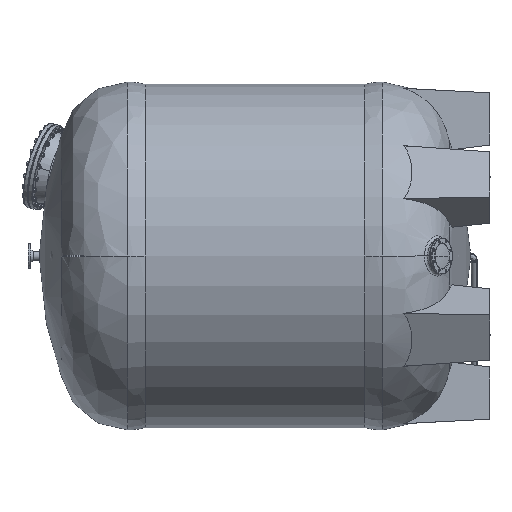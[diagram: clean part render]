
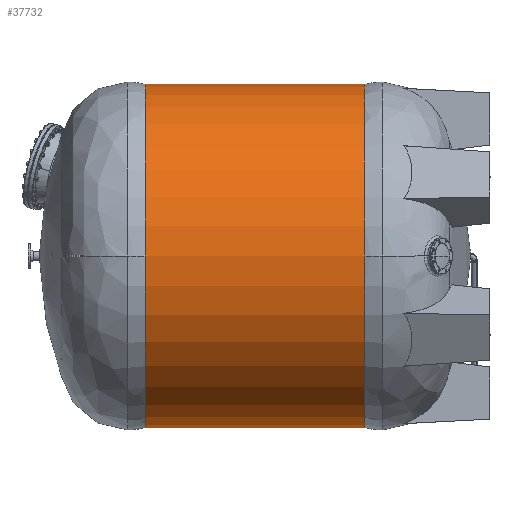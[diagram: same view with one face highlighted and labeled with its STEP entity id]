
A CAD part, left-side view. The second image highlights one B-rep face of the part: STEP entity #37732.
In plain terms, the highlighted cylindrical face has radius 1315 mm (diameter 2630 mm), a partial arc.
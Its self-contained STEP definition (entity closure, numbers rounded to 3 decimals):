
#939 = CARTESIAN_POINT ( 'NONE',  ( 0., 0., -1315. ) ) ;
#3640 = CARTESIAN_POINT ( 'NONE',  ( -1315., 2468.232, 0. ) ) ;
#3677 = VERTEX_POINT ( 'NONE', #3640 ) ;
#6205 = EDGE_CURVE ( 'NONE', #34981, #35551, #23083, .T. ) ;
#7322 = VERTEX_POINT ( 'NONE', #21030 ) ;
#7929 = DIRECTION ( 'NONE',  ( 0., 0., 1. ) ) ;
#8230 = DIRECTION ( 'NONE',  ( 0., 0., 1. ) ) ;
#8310 = DIRECTION ( 'NONE',  ( 0., 0., 1. ) ) ;
#8360 = DIRECTION ( 'NONE',  ( 0., 0., 1. ) ) ;
#9137 = ORIENTED_EDGE ( 'NONE', *, *, #6205, .F. ) ;
#9756 = VERTEX_POINT ( 'NONE', #10399 ) ;
#10399 = CARTESIAN_POINT ( 'NONE',  ( 0., 2468.232, 1315. ) ) ;
#10929 = EDGE_CURVE ( 'NONE', #3677, #35551, #46965, .T. ) ;
#11087 = CARTESIAN_POINT ( 'NONE',  ( 0., 0., 0. ) ) ;
#11381 = ORIENTED_EDGE ( 'NONE', *, *, #21311, .T. ) ;
#12538 = ORIENTED_EDGE ( 'NONE', *, *, #52504, .T. ) ;
#13735 = VERTEX_POINT ( 'NONE', #34320 ) ;
#17390 = DIRECTION ( 'NONE',  ( 0., 1., 0. ) ) ;
#18065 = ORIENTED_EDGE ( 'NONE', *, *, #10929, .T. ) ;
#18463 = DIRECTION ( 'NONE',  ( 0., 1., 0. ) ) ;
#18543 = AXIS2_PLACEMENT_3D ( 'NONE', #28580, #45307, #46126 ) ;
#18810 = CIRCLE ( 'NONE', #39892, 1315. ) ;
#20113 = EDGE_CURVE ( 'NONE', #9756, #3677, #18810, .T. ) ;
#21030 = CARTESIAN_POINT ( 'NONE',  ( 0., 783.768, 1315. ) ) ;
#21311 = EDGE_CURVE ( 'NONE', #34981, #13735, #27962, .T. ) ;
#21826 = CARTESIAN_POINT ( 'NONE',  ( 0., 783.768, 0. ) ) ;
#23083 = LINE ( 'NONE', #939, #37316 ) ;
#23643 = CARTESIAN_POINT ( 'NONE',  ( 0., 2468.232, -1315. ) ) ;
#25702 = CARTESIAN_POINT ( 'NONE',  ( 0., 2468.232, 0. ) ) ;
#27962 = CIRCLE ( 'NONE', #49111, 1315. ) ;
#28580 = CARTESIAN_POINT ( 'NONE',  ( 0., 2468.232, 0. ) ) ;
#31360 = CARTESIAN_POINT ( 'NONE',  ( 0., 0., 1315. ) ) ;
#31361 = ORIENTED_EDGE ( 'NONE', *, *, #32385, .T. ) ;
#32158 = ORIENTED_EDGE ( 'NONE', *, *, #20113, .T. ) ;
#32261 = EDGE_LOOP ( 'NONE', ( #9137, #11381, #31361, #12538, #32158, #18065 ) ) ;
#32385 = EDGE_CURVE ( 'NONE', #13735, #7322, #52537, .T. ) ;
#34320 = CARTESIAN_POINT ( 'NONE',  ( -1315., 783.768, 0. ) ) ;
#34981 = VERTEX_POINT ( 'NONE', #48587 ) ;
#35551 = VERTEX_POINT ( 'NONE', #23643 ) ;
#36222 = VECTOR ( 'NONE', #53516, 1000. ) ;
#37316 = VECTOR ( 'NONE', #18463, 1000. ) ;
#37732 = ADVANCED_FACE ( 'NONE', ( #55695 ), #42730, .T. ) ;
#39401 = LINE ( 'NONE', #31360, #36222 ) ;
#39892 = AXIS2_PLACEMENT_3D ( 'NONE', #25702, #55919, #7929 ) ;
#42730 = CYLINDRICAL_SURFACE ( 'NONE', #45234, 1315. ) ;
#45234 = AXIS2_PLACEMENT_3D ( 'NONE', #11087, #17390, #8230 ) ;
#45307 = DIRECTION ( 'NONE',  ( 0., -1., 0. ) ) ;
#46070 = AXIS2_PLACEMENT_3D ( 'NONE', #21826, #56328, #8310 ) ;
#46126 = DIRECTION ( 'NONE',  ( 0., 0., 1. ) ) ;
#46965 = CIRCLE ( 'NONE', #18543, 1315. ) ;
#47721 = CARTESIAN_POINT ( 'NONE',  ( 0., 783.768, 0. ) ) ;
#48029 = DIRECTION ( 'NONE',  ( 0., 1., 0. ) ) ;
#48587 = CARTESIAN_POINT ( 'NONE',  ( 0., 783.768, -1315. ) ) ;
#49111 = AXIS2_PLACEMENT_3D ( 'NONE', #47721, #48029, #8360 ) ;
#52504 = EDGE_CURVE ( 'NONE', #7322, #9756, #39401, .T. ) ;
#52537 = CIRCLE ( 'NONE', #46070, 1315. ) ;
#53516 = DIRECTION ( 'NONE',  ( 0., 1., 0. ) ) ;
#55695 = FACE_OUTER_BOUND ( 'NONE', #32261, .T. ) ;
#55919 = DIRECTION ( 'NONE',  ( 0., -1., 0. ) ) ;
#56328 = DIRECTION ( 'NONE',  ( 0., 1., 0. ) ) ;
